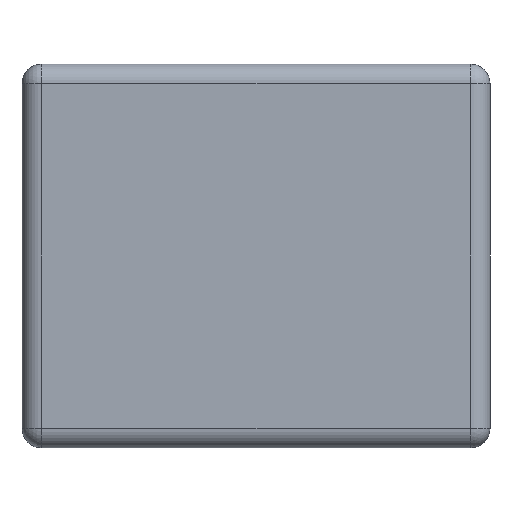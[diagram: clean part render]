
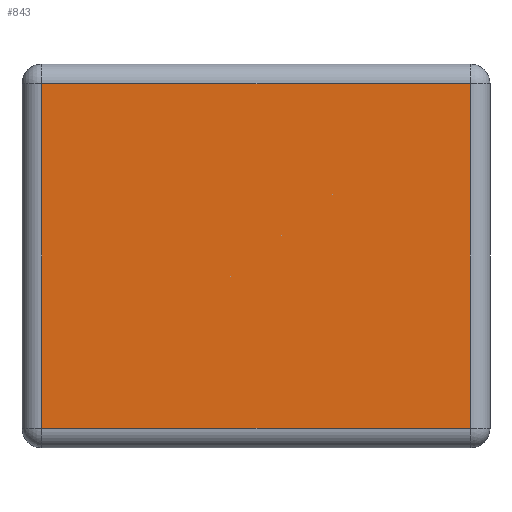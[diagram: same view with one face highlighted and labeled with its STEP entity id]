
A CAD part, left-side view. The second image highlights one B-rep face of the part: STEP entity #843.
In plain terms, the highlighted planar face has unit normal (-1, 0, 0).
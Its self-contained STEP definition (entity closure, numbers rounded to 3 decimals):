
#13 = VERTEX_POINT ( 'NONE', #712 ) ;
#35 = ORIENTED_EDGE ( 'NONE', *, *, #307, .T. ) ;
#79 = LINE ( 'NONE', #584, #1073 ) ;
#93 = EDGE_CURVE ( 'NONE', #13, #912, #79, .T. ) ;
#140 = LINE ( 'NONE', #732, #436 ) ;
#145 = CARTESIAN_POINT ( 'NONE',  ( -1.65, 1.95, -0.8 ) ) ;
#190 = DIRECTION ( 'NONE',  ( 0., 0., 1. ) ) ;
#307 = EDGE_CURVE ( 'NONE', #1103, #594, #833, .T. ) ;
#320 = DIRECTION ( 'NONE',  ( 0., 1., 0. ) ) ;
#329 = LINE ( 'NONE', #1149, #1163 ) ;
#404 = CARTESIAN_POINT ( 'NONE',  ( -1.65, 1.867, 0.718 ) ) ;
#410 = VECTOR ( 'NONE', #1106, 1000. ) ;
#436 = VECTOR ( 'NONE', #320, 1000. ) ;
#511 = CARTESIAN_POINT ( 'NONE',  ( -1.65, 1.867, -0.717 ) ) ;
#535 = ORIENTED_EDGE ( 'NONE', *, *, #1194, .T. ) ;
#584 = CARTESIAN_POINT ( 'NONE',  ( -1.65, 0.082, -0.8 ) ) ;
#594 = VERTEX_POINT ( 'NONE', #511 ) ;
#649 = ORIENTED_EDGE ( 'NONE', *, *, #673, .T. ) ;
#673 = EDGE_CURVE ( 'NONE', #594, #13, #329, .T. ) ;
#712 = CARTESIAN_POINT ( 'NONE',  ( -1.65, 0.082, -0.717 ) ) ;
#723 = AXIS2_PLACEMENT_3D ( 'NONE', #145, #814, #819 ) ;
#732 = CARTESIAN_POINT ( 'NONE',  ( -1.65, 1.95, 0.718 ) ) ;
#805 = CARTESIAN_POINT ( 'NONE',  ( -1.65, 0.082, 0.718 ) ) ;
#814 = DIRECTION ( 'NONE',  ( 1., 0., 0. ) ) ;
#819 = DIRECTION ( 'NONE',  ( 0., 0., -1. ) ) ;
#833 = LINE ( 'NONE', #922, #410 ) ;
#843 = ADVANCED_FACE ( 'NONE', ( #918 ), #1210, .F. ) ;
#856 = DIRECTION ( 'NONE',  ( 0., -1., 0. ) ) ;
#912 = VERTEX_POINT ( 'NONE', #805 ) ;
#918 = FACE_OUTER_BOUND ( 'NONE', #1165, .T. ) ;
#922 = CARTESIAN_POINT ( 'NONE',  ( -1.65, 1.867, -0.8 ) ) ;
#1026 = ORIENTED_EDGE ( 'NONE', *, *, #93, .T. ) ;
#1073 = VECTOR ( 'NONE', #190, 1000. ) ;
#1103 = VERTEX_POINT ( 'NONE', #404 ) ;
#1106 = DIRECTION ( 'NONE',  ( 0., 0., -1. ) ) ;
#1149 = CARTESIAN_POINT ( 'NONE',  ( -1.65, 1.95, -0.717 ) ) ;
#1163 = VECTOR ( 'NONE', #856, 1000. ) ;
#1165 = EDGE_LOOP ( 'NONE', ( #35, #649, #1026, #535 ) ) ;
#1194 = EDGE_CURVE ( 'NONE', #912, #1103, #140, .T. ) ;
#1210 = PLANE ( 'NONE',  #723 ) ;
